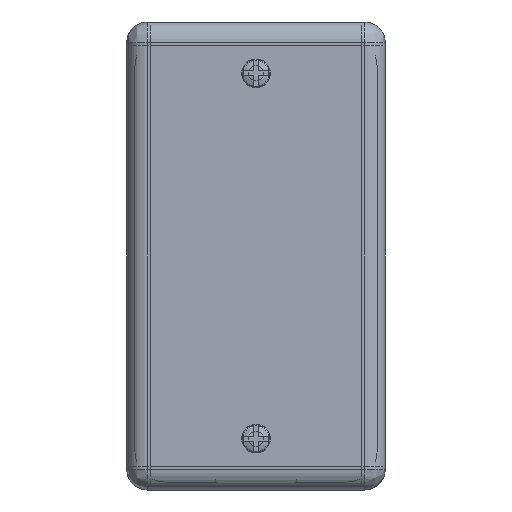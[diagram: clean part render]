
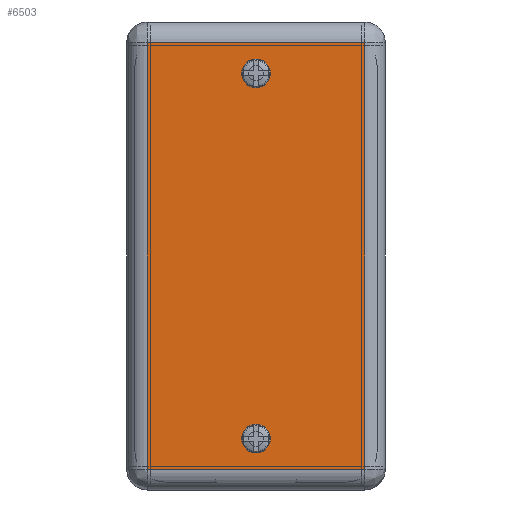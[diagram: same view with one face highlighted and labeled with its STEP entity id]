
A CAD part, left-side view. The second image highlights one B-rep face of the part: STEP entity #6503.
In plain terms, the highlighted planar face has unit normal (-1, 0, 0).
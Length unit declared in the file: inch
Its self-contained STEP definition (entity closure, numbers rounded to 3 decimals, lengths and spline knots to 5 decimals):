
#64 = VERTEX_POINT ( 'NONE', #5764 ) ;
#231 = CARTESIAN_POINT ( 'NONE',  ( -2.735, -0.12436, -1.61 ) ) ;
#233 = VERTEX_POINT ( 'NONE', #8942 ) ;
#510 = DIRECTION ( 'NONE',  ( 0., 0., 1. ) ) ;
#666 = ORIENTED_EDGE ( 'NONE', *, *, #9815, .T. ) ;
#822 = EDGE_CURVE ( 'NONE', #11473, #64, #2008, .T. ) ;
#1035 = CIRCLE ( 'NONE', #6709, 0.12436 ) ;
#1451 = ORIENTED_EDGE ( 'NONE', *, *, #7185, .T. ) ;
#1486 = EDGE_LOOP ( 'NONE', ( #666, #1451 ) ) ;
#1637 = FACE_OUTER_BOUND ( 'NONE', #3345, .T. ) ;
#2004 = ORIENTED_EDGE ( 'NONE', *, *, #11198, .T. ) ;
#2008 = CIRCLE ( 'NONE', #9628, 0.12436 ) ;
#2045 = ORIENTED_EDGE ( 'NONE', *, *, #3326, .T. ) ;
#2096 = DIRECTION ( 'NONE',  ( 0., 0., 1. ) ) ;
#2107 = DIRECTION ( 'NONE',  ( 1., 0., 0. ) ) ;
#2401 = DIRECTION ( 'NONE',  ( 0., 0., 1. ) ) ;
#2472 = CARTESIAN_POINT ( 'NONE',  ( -2.735, 0.12436, 1.66 ) ) ;
#2481 = CARTESIAN_POINT ( 'NONE',  ( -2.735, 0., -1.61 ) ) ;
#2534 = FACE_BOUND ( 'NONE', #5665, .T. ) ;
#2556 = LINE ( 'NONE', #9716, #7635 ) ;
#2739 = AXIS2_PLACEMENT_3D ( 'NONE', #3547, #7172, #9694 ) ;
#2886 = LINE ( 'NONE', #6512, #10226 ) ;
#2887 = CARTESIAN_POINT ( 'NONE',  ( -2.735, 0., 1.66 ) ) ;
#3192 = DIRECTION ( 'NONE',  ( 1., 0., 0. ) ) ;
#3238 = VERTEX_POINT ( 'NONE', #8817 ) ;
#3326 = EDGE_CURVE ( 'NONE', #3238, #8988, #2556, .T. ) ;
#3345 = EDGE_LOOP ( 'NONE', ( #2045, #2004, #10651, #4300 ) ) ;
#3547 = CARTESIAN_POINT ( 'NONE',  ( -2.735, 0., 2.12 ) ) ;
#3861 = DIRECTION ( 'NONE',  ( 0., 0., -1. ) ) ;
#3862 = CARTESIAN_POINT ( 'NONE',  ( -2.735, -0.9725, -1.885 ) ) ;
#3920 = ORIENTED_EDGE ( 'NONE', *, *, #822, .T. ) ;
#4180 = CARTESIAN_POINT ( 'NONE',  ( -2.735, 0., 1.66 ) ) ;
#4300 = ORIENTED_EDGE ( 'NONE', *, *, #6815, .T. ) ;
#4407 = DIRECTION ( 'NONE',  ( 1., 0., 0. ) ) ;
#4594 = DIRECTION ( 'NONE',  ( 0., 0., 1. ) ) ;
#4897 = DIRECTION ( 'NONE',  ( 0., 1., 0. ) ) ;
#5548 = DIRECTION ( 'NONE',  ( 1., 0., 0. ) ) ;
#5566 = AXIS2_PLACEMENT_3D ( 'NONE', #7783, #2107, #7840 ) ;
#5587 = VECTOR ( 'NONE', #3861, 39.37008 ) ;
#5665 = EDGE_LOOP ( 'NONE', ( #9913, #3920 ) ) ;
#5764 = CARTESIAN_POINT ( 'NONE',  ( -2.735, -0.12436, 1.66 ) ) ;
#6503 = ADVANCED_FACE ( 'NONE', ( #2534, #8793, #1637 ), #10821, .T. ) ;
#6512 = CARTESIAN_POINT ( 'NONE',  ( -2.735, 0., 1.935 ) ) ;
#6604 = EDGE_CURVE ( 'NONE', #64, #11473, #1035, .T. ) ;
#6709 = AXIS2_PLACEMENT_3D ( 'NONE', #4180, #4407, #2401 ) ;
#6772 = VERTEX_POINT ( 'NONE', #10015 ) ;
#6815 = EDGE_CURVE ( 'NONE', #6772, #3238, #7566, .T. ) ;
#7172 = DIRECTION ( 'NONE',  ( -1., 0., 0. ) ) ;
#7185 = EDGE_CURVE ( 'NONE', #9053, #8948, #10546, .T. ) ;
#7565 = AXIS2_PLACEMENT_3D ( 'NONE', #2481, #3192, #510 ) ;
#7566 = LINE ( 'NONE', #9646, #5587 ) ;
#7635 = VECTOR ( 'NONE', #11571, 39.37008 ) ;
#7783 = CARTESIAN_POINT ( 'NONE',  ( -2.735, 0., -1.61 ) ) ;
#7840 = DIRECTION ( 'NONE',  ( 0., 0., 1. ) ) ;
#7868 = CARTESIAN_POINT ( 'NONE',  ( -2.735, 0.12436, -1.61 ) ) ;
#8365 = LINE ( 'NONE', #8422, #10580 ) ;
#8422 = CARTESIAN_POINT ( 'NONE',  ( -2.735, -0.9725, 2.12 ) ) ;
#8793 = FACE_BOUND ( 'NONE', #1486, .T. ) ;
#8817 = CARTESIAN_POINT ( 'NONE',  ( -2.735, 0.9725, -1.885 ) ) ;
#8942 = CARTESIAN_POINT ( 'NONE',  ( -2.735, -0.9725, 1.935 ) ) ;
#8948 = VERTEX_POINT ( 'NONE', #231 ) ;
#8988 = VERTEX_POINT ( 'NONE', #3862 ) ;
#9053 = VERTEX_POINT ( 'NONE', #7868 ) ;
#9595 = EDGE_CURVE ( 'NONE', #233, #6772, #2886, .T. ) ;
#9628 = AXIS2_PLACEMENT_3D ( 'NONE', #2887, #5548, #4594 ) ;
#9646 = CARTESIAN_POINT ( 'NONE',  ( -2.735, 0.9725, 2.12 ) ) ;
#9694 = DIRECTION ( 'NONE',  ( 0., 0., 1. ) ) ;
#9716 = CARTESIAN_POINT ( 'NONE',  ( -2.735, 0., -1.885 ) ) ;
#9815 = EDGE_CURVE ( 'NONE', #8948, #9053, #11188, .T. ) ;
#9913 = ORIENTED_EDGE ( 'NONE', *, *, #6604, .T. ) ;
#10015 = CARTESIAN_POINT ( 'NONE',  ( -2.735, 0.9725, 1.935 ) ) ;
#10226 = VECTOR ( 'NONE', #4897, 39.37008 ) ;
#10546 = CIRCLE ( 'NONE', #5566, 0.12436 ) ;
#10580 = VECTOR ( 'NONE', #2096, 39.37008 ) ;
#10651 = ORIENTED_EDGE ( 'NONE', *, *, #9595, .T. ) ;
#10821 = PLANE ( 'NONE',  #2739 ) ;
#11188 = CIRCLE ( 'NONE', #7565, 0.12436 ) ;
#11198 = EDGE_CURVE ( 'NONE', #8988, #233, #8365, .T. ) ;
#11473 = VERTEX_POINT ( 'NONE', #2472 ) ;
#11571 = DIRECTION ( 'NONE',  ( 0., -1., 0. ) ) ;
